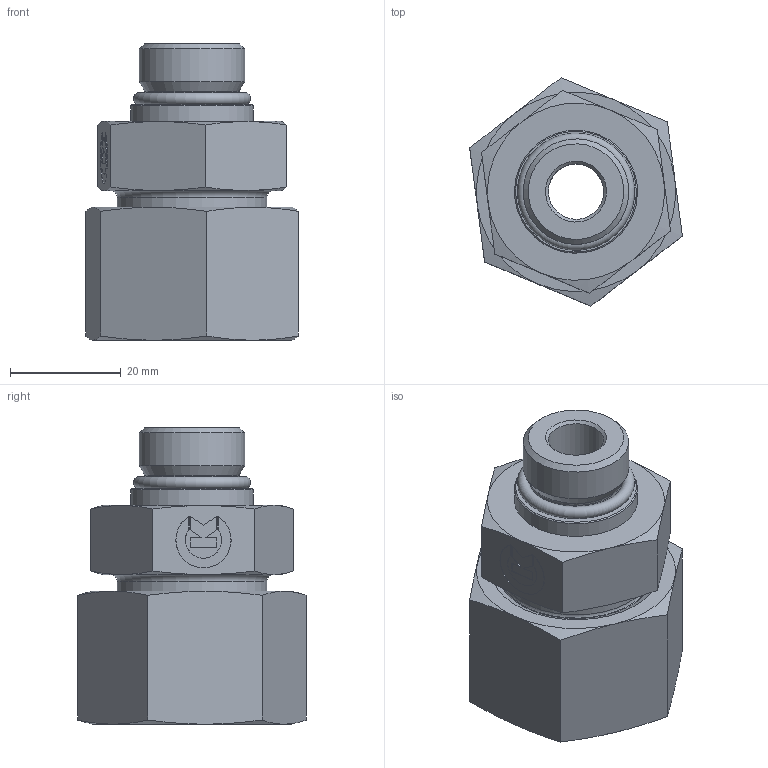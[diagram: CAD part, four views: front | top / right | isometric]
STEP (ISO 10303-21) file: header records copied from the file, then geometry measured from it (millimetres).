
FILE_DESCRIPTION((''),'2;1');
FILE_NAME('18220030430.stp','2014-09-18T11:45:40',(''),('KNOMI spol. s r. o.'),'Autodesk Inventor 2012','Autodesk Inventor 2012','');
FILE_SCHEMA(('AUTOMOTIVE_DESIGN { 1 2 10303 214 0 1 1 1 }'));
Length unit declared in the file: millimetre
Products named in the file (6): PHK-UNF 20S   3/4- 16/M30x2; 3982030; 40820; PHFUNF; 17420030430; 606163622090
Assembly tree (5 placements, depth 3):
  PHK-UNF 20S   3/4- 16/M30x2
    3982030
    40820
    PHFUNF
      17420030430
      606163622090
Bounding box: 38.4 x 41.22 x 53.5 mm (x, y, z)
Volume: 35382.3 mm3; surface area: 15479.2 mm2
Topology: 4 solids, 4 shells, 113 faces, 257 edges, 158 vertices
Faces by surface type: plane 52, cone 39, cylinder 16, torus 6
Full cylindrical faces by diameter (mm): 10 x1, 16.76 x1, 19.05 x1, 20 x3, 22.2 x1, 22.8 x1, 25 x1, 27 x1, 27.835 x1, 30 x1
Entity records: 3157 total; most frequent: CARTESIAN_POINT 585, DIRECTION 490, ORIENTED_EDGE 432, EDGE_CURVE 216, AXIS2_PLACEMENT_3D 198, EDGE_LOOP 159, VERTEX_POINT 149, STYLED_ITEM 117
